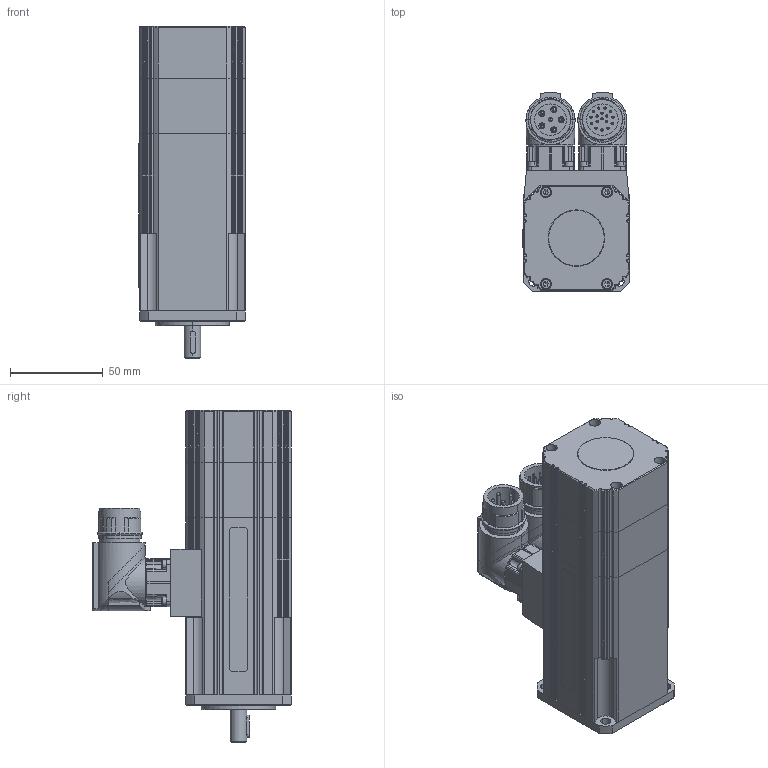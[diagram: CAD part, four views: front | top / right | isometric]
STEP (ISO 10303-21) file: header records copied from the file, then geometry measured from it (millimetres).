
FILE_DESCRIPTION((''),'2;1');
FILE_NAME('FP-55 + Encoder Stegmann SKS-SKM 36 + Fre 02-01.stp','2013-04-15T12:08:22',('arodrigo'),(''),'Autodesk Inventor 9','Autodesk Inventor 9','');
FILE_SCHEMA(('AUTOMOTIVE_DESIGN { 1 0 10303 214 1 1 1 1 }'));
Length unit declared in the file: millimetre
Products named in the file (1): Pieza1
Bounding box: 57.5 x 107.15 x 179.05 mm (x, y, z)
Volume: 560976.6 mm3; surface area: 72713.7 mm2
Topology: 1 solids, 24 shells, 1606 faces, 4085 edges, 2496 vertices
Faces by surface type: cylinder 746, plane 542, cone 116, bspline 104, torus 52, sphere 46
Entity records: 49312 total; most frequent: CARTESIAN_POINT 11049, DIRECTION 8295, ORIENTED_EDGE 7906, EDGE_CURVE 3953, AXIS2_PLACEMENT_3D 3204, VERTEX_POINT 2496, VECTOR 1887, LINE 1887
